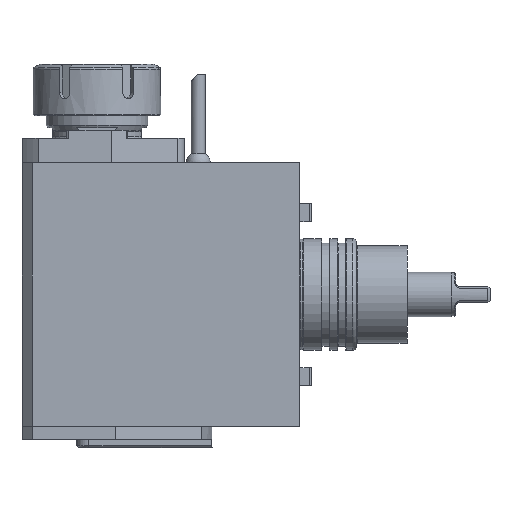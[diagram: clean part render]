
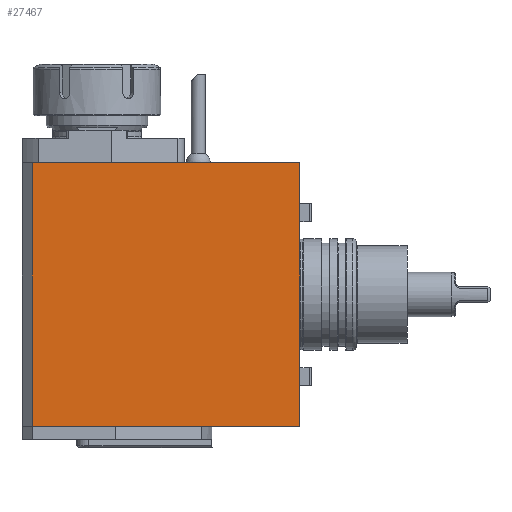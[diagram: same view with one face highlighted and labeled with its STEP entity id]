
A CAD part, left-side view. The second image highlights one B-rep face of the part: STEP entity #27467.
In plain terms, the highlighted planar face has unit normal (-1, 0, 0).
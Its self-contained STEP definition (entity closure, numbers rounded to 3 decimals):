
#1129 = ORIENTED_EDGE ( 'NONE', *, *, #17339, .T. ) ;
#1670 = DIRECTION ( 'NONE',  ( 0., -1., 0. ) ) ;
#1748 = LINE ( 'NONE', #24884, #7405 ) ;
#2143 = VERTEX_POINT ( 'NONE', #13433 ) ;
#5870 = CARTESIAN_POINT ( 'NONE',  ( -42., 28.931, 65. ) ) ;
#6062 = CARTESIAN_POINT ( 'NONE',  ( -42., -9., -65. ) ) ;
#6340 = ORIENTED_EDGE ( 'NONE', *, *, #15126, .T. ) ;
#6579 = LINE ( 'NONE', #8938, #14975 ) ;
#6709 = LINE ( 'NONE', #24806, #21880 ) ;
#6899 = VECTOR ( 'NONE', #29395, 1000. ) ;
#6988 = EDGE_CURVE ( 'NONE', #21465, #16313, #16879, .T. ) ;
#7405 = VECTOR ( 'NONE', #11385, 1000. ) ;
#8938 = CARTESIAN_POINT ( 'NONE',  ( -42., -7.2, 65. ) ) ;
#9130 = DIRECTION ( 'NONE',  ( 0., 1., 0. ) ) ;
#9451 = VERTEX_POINT ( 'NONE', #5870 ) ;
#10217 = EDGE_CURVE ( 'NONE', #26344, #17001, #1748, .T. ) ;
#10261 = EDGE_LOOP ( 'NONE', ( #30956, #16621, #1129, #31352, #6340, #16906, #15543 ) ) ;
#10549 = EDGE_CURVE ( 'NONE', #2143, #9451, #6579, .T. ) ;
#11328 = CARTESIAN_POINT ( 'NONE',  ( -42., -153., 65. ) ) ;
#11331 = CARTESIAN_POINT ( 'NONE',  ( -42., -100., 80. ) ) ;
#11385 = DIRECTION ( 'NONE',  ( 0., 0., -1. ) ) ;
#12358 = CARTESIAN_POINT ( 'NONE',  ( -42., 32., 65. ) ) ;
#13001 = CARTESIAN_POINT ( 'NONE',  ( -42., -153., -65. ) ) ;
#13433 = CARTESIAN_POINT ( 'NONE',  ( -42., -7.2, 65. ) ) ;
#13488 = VECTOR ( 'NONE', #24348, 1000. ) ;
#14051 = CARTESIAN_POINT ( 'NONE',  ( -42., -153., 65. ) ) ;
#14077 = EDGE_CURVE ( 'NONE', #21465, #32894, #30560, .T. ) ;
#14975 = VECTOR ( 'NONE', #9130, 1000. ) ;
#15014 = VECTOR ( 'NONE', #21272, 1000. ) ;
#15126 = EDGE_CURVE ( 'NONE', #17001, #32894, #6709, .T. ) ;
#15543 = ORIENTED_EDGE ( 'NONE', *, *, #6988, .T. ) ;
#16313 = VERTEX_POINT ( 'NONE', #17992 ) ;
#16417 = DIRECTION ( 'NONE',  ( -1., 0., 0. ) ) ;
#16621 = ORIENTED_EDGE ( 'NONE', *, *, #10549, .T. ) ;
#16879 = LINE ( 'NONE', #11331, #6899 ) ;
#16906 = ORIENTED_EDGE ( 'NONE', *, *, #14077, .F. ) ;
#17001 = VERTEX_POINT ( 'NONE', #30181 ) ;
#17339 = EDGE_CURVE ( 'NONE', #9451, #26344, #26529, .T. ) ;
#17395 = CARTESIAN_POINT ( 'NONE',  ( -42., -100., -65. ) ) ;
#17721 = DIRECTION ( 'NONE',  ( 0., 1., 0. ) ) ;
#17992 = CARTESIAN_POINT ( 'NONE',  ( -42., -100., 65. ) ) ;
#18180 = AXIS2_PLACEMENT_3D ( 'NONE', #24543, #16417, #27100 ) ;
#19281 = PLANE ( 'NONE',  #18180 ) ;
#21272 = DIRECTION ( 'NONE',  ( 0., 1., 0. ) ) ;
#21465 = VERTEX_POINT ( 'NONE', #17395 ) ;
#21880 = VECTOR ( 'NONE', #1670, 1000. ) ;
#23273 = VECTOR ( 'NONE', #17721, 1000. ) ;
#24348 = DIRECTION ( 'NONE',  ( 0., 1., 0. ) ) ;
#24543 = CARTESIAN_POINT ( 'NONE',  ( -42., -153., 65. ) ) ;
#24806 = CARTESIAN_POINT ( 'NONE',  ( -42., 32., -65. ) ) ;
#24884 = CARTESIAN_POINT ( 'NONE',  ( -42., 32., -65. ) ) ;
#26344 = VERTEX_POINT ( 'NONE', #12358 ) ;
#26409 = FACE_OUTER_BOUND ( 'NONE', #10261, .T. ) ;
#26529 = LINE ( 'NONE', #11328, #15014 ) ;
#26886 = LINE ( 'NONE', #14051, #13488 ) ;
#27100 = DIRECTION ( 'NONE',  ( 0., 0., -1. ) ) ;
#27467 = ADVANCED_FACE ( 'Defeature completata1_16', ( #26409 ), #19281, .T. ) ;
#29395 = DIRECTION ( 'NONE',  ( 0., 0., 1. ) ) ;
#30181 = CARTESIAN_POINT ( 'NONE',  ( -42., 32., -65. ) ) ;
#30560 = LINE ( 'NONE', #13001, #23273 ) ;
#30956 = ORIENTED_EDGE ( 'NONE', *, *, #32077, .T. ) ;
#31352 = ORIENTED_EDGE ( 'NONE', *, *, #10217, .T. ) ;
#32077 = EDGE_CURVE ( 'NONE', #16313, #2143, #26886, .T. ) ;
#32894 = VERTEX_POINT ( 'NONE', #6062 ) ;
